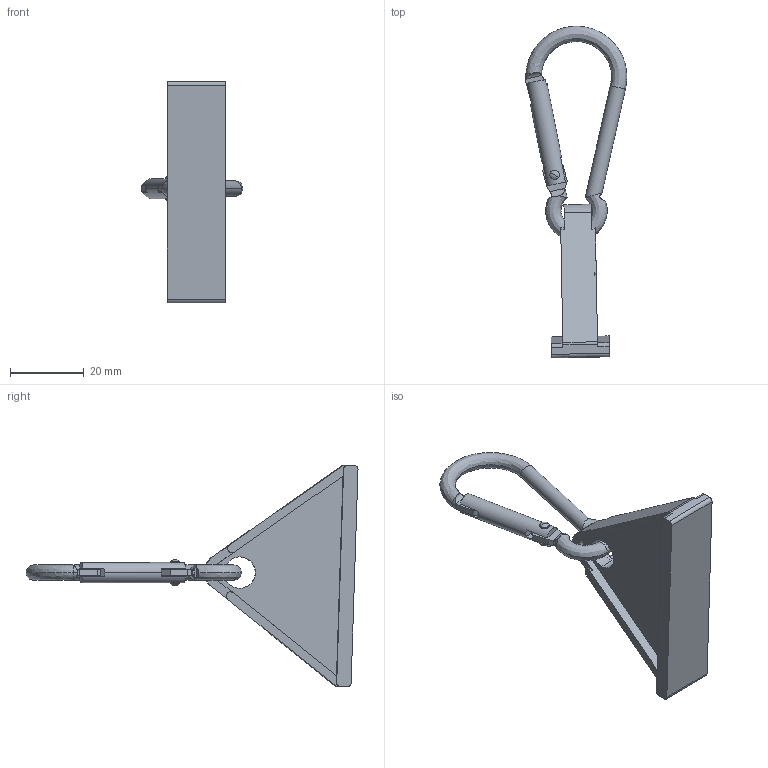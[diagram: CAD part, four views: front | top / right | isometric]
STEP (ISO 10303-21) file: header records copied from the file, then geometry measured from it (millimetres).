
FILE_DESCRIPTION (( 'STEP AP214' ), '1' );
FILE_NAME ('A205 Àëþìèíèåâûé ïîäâåñ ñ êàðàáèíîì äëÿ ïðîôèëÿ, ïàç 10.STEP', '2019-03-15T13:48:08', ( 'Ïîëüçîâàòåëü Windows' ), ( '' ), 'SwSTEP 2.0', 'SolidWorks 2018', '' );
FILE_SCHEMA (( 'AUTOMOTIVE_DESIGN' ));
Length unit declared in the file: millimetre
Products named in the file (5): ч蠋闉罻 罻譇摜縺_00; 崶鴈麧錪_00; Ïîäâåñ äëÿ êàðàáèíà_00; A205 Àëþìèíèåâûé ïîäâåñ ñ êàðàáèíîì äëÿ ïðîôèëÿ, ïàç 10; Îñíîâàíèå êàðàáèíà_00
Assembly tree (4 placements, depth 2):
  A205 Àëþìèíèåâûé ïîäâåñ ñ êàðàáèíîì äëÿ ïðîôèëÿ, ïàç 10
    Îñíîâàíèå êàðàáèíà_00
    ч蠋闉罻 罻譇摜縺_00
    崶鴈麧錪_00
    Ïîäâåñ äëÿ êàðàáèíà_00
Bounding box: 27.54 x 89.99 x 60.05 mm (x, y, z)
Volume: 11098.6 mm3; surface area: 8087.2 mm2
Topology: 5 solids, 5 shells, 144 faces, 386 edges, 252 vertices
Faces by surface type: cylinder 72, plane 59, bspline 9, torus 4
Entity records: 6380 total; most frequent: CARTESIAN_POINT 2629, ORIENTED_EDGE 764, DIRECTION 728, EDGE_CURVE 382, AXIS2_PLACEMENT_3D 271, VERTEX_POINT 252, VECTOR 186, LINE 186
